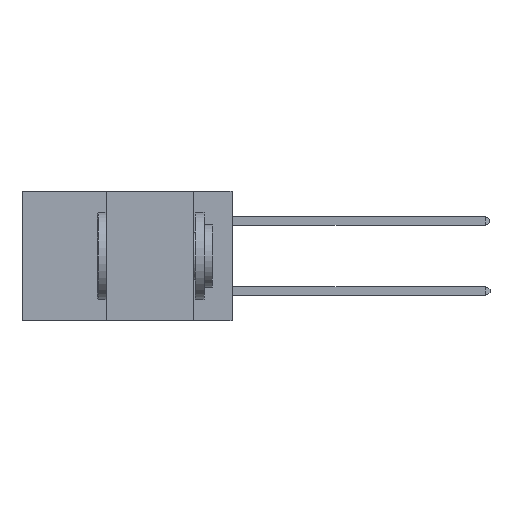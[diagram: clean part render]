
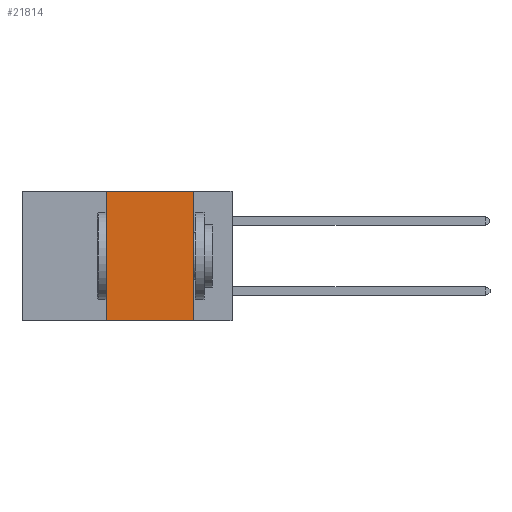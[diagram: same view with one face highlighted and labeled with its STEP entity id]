
A CAD part, left-side view. The second image highlights one B-rep face of the part: STEP entity #21814.
In plain terms, the highlighted planar face has unit normal (-1, 0, 0).
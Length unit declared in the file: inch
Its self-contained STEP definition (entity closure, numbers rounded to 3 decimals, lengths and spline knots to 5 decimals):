
#216 = DIRECTION ( 'NONE',  ( 0., 0., -1. ) ) ;
#250 = CARTESIAN_POINT ( 'NONE',  ( 0., 0.11, 0. ) ) ;
#622 = CARTESIAN_POINT ( 'NONE',  ( 0., 0.11, 0. ) ) ;
#848 = VERTEX_POINT ( 'NONE', #622 ) ;
#1093 = CARTESIAN_POINT ( 'NONE',  ( 0., 0.36, 0. ) ) ;
#2178 = EDGE_CURVE ( 'NONE', #848, #10855, #22173, .T. ) ;
#2987 = DIRECTION ( 'NONE',  ( 0., 0., 1. ) ) ;
#3104 = VERTEX_POINT ( 'NONE', #5785 ) ;
#3594 = FACE_OUTER_BOUND ( 'NONE', #17546, .T. ) ;
#3749 = ORIENTED_EDGE ( 'NONE', *, *, #15999, .F. ) ;
#5275 = AXIS2_PLACEMENT_3D ( 'NONE', #18004, #7692, #19644 ) ;
#5785 = CARTESIAN_POINT ( 'NONE',  ( 0., 0.36, 0. ) ) ;
#7692 = DIRECTION ( 'NONE',  ( 1., 0., 0. ) ) ;
#7768 = VECTOR ( 'NONE', #18761, 39.37008 ) ;
#8213 = CARTESIAN_POINT ( 'NONE',  ( 0., 0.6, -0.37 ) ) ;
#8664 = VECTOR ( 'NONE', #216, 39.37008 ) ;
#9287 = EDGE_CURVE ( 'NONE', #19420, #3104, #19331, .T. ) ;
#9992 = DIRECTION ( 'NONE',  ( 0., -1., 0. ) ) ;
#10311 = VECTOR ( 'NONE', #2987, 39.37008 ) ;
#10855 = VERTEX_POINT ( 'NONE', #21092 ) ;
#11966 = CARTESIAN_POINT ( 'NONE',  ( 0., 0.36, -0.37 ) ) ;
#11997 = ORIENTED_EDGE ( 'NONE', *, *, #9287, .F. ) ;
#12788 = ORIENTED_EDGE ( 'NONE', *, *, #2178, .F. ) ;
#12913 = PLANE ( 'NONE',  #5275 ) ;
#14408 = EDGE_CURVE ( 'NONE', #19420, #10855, #17558, .T. ) ;
#15999 = EDGE_CURVE ( 'NONE', #3104, #848, #20784, .T. ) ;
#17171 = CARTESIAN_POINT ( 'NONE',  ( 0., 0.6, 0. ) ) ;
#17546 = EDGE_LOOP ( 'NONE', ( #12788, #3749, #11997, #18590 ) ) ;
#17558 = LINE ( 'NONE', #8213, #19854 ) ;
#18004 = CARTESIAN_POINT ( 'NONE',  ( 0., 0.6, 0. ) ) ;
#18590 = ORIENTED_EDGE ( 'NONE', *, *, #14408, .T. ) ;
#18761 = DIRECTION ( 'NONE',  ( 0., -1., 0. ) ) ;
#19331 = LINE ( 'NONE', #1093, #10311 ) ;
#19420 = VERTEX_POINT ( 'NONE', #11966 ) ;
#19644 = DIRECTION ( 'NONE',  ( 0., 0., -1. ) ) ;
#19854 = VECTOR ( 'NONE', #9992, 39.37008 ) ;
#20784 = LINE ( 'NONE', #17171, #7768 ) ;
#21092 = CARTESIAN_POINT ( 'NONE',  ( 0., 0.11, -0.37 ) ) ;
#21814 = ADVANCED_FACE ( 'NONE', ( #3594 ), #12913, .F. ) ;
#22173 = LINE ( 'NONE', #250, #8664 ) ;
